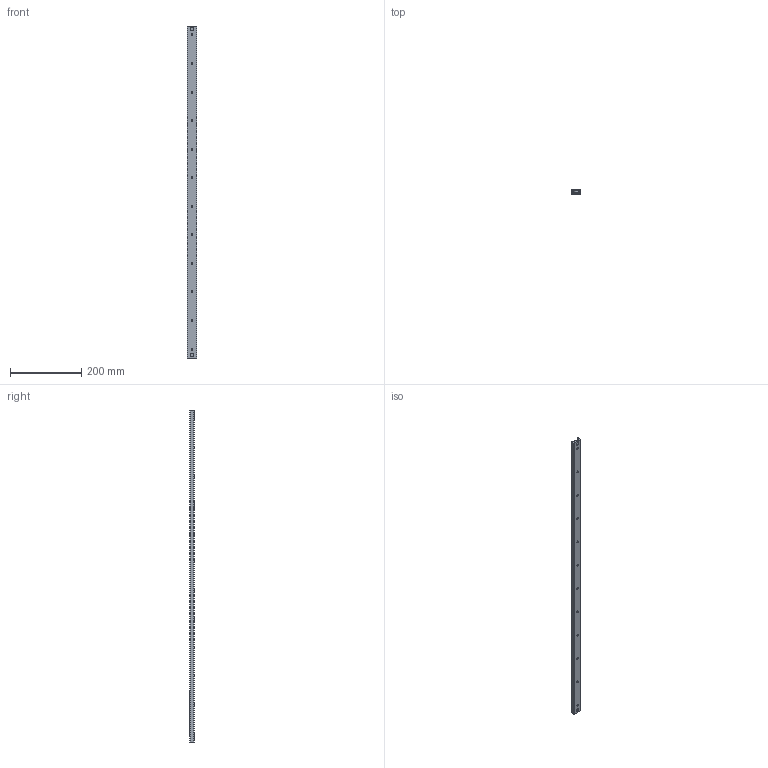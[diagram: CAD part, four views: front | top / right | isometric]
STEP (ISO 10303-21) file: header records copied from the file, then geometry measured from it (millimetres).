
FILE_DESCRIPTION((''),'2;1');
FILE_NAME('LCE 28H-0930-0130.stp','2011-02-28T11:09:28',('MKoza'),(''),'Autodesk Inventor 2009','Autodesk Inventor 2009','');
FILE_SCHEMA(('AUTOMOTIVE_DESIGN { 1 0 10303 214 1 1 1 1 }'));
Length unit declared in the file: millimetre
Products named in the file (5): LCE 28H; LCE 28H-0210; KF.LCE 28H; LLO 28H; + SC M10x0,75x3,2
Assembly tree (5 placements, depth 2):
  LCE 28H
    LCE 28H-0210
    KF.LCE 28H
    LLO 28H
    + SC M10x0,75x3,2  x2
Bounding box: 28 x 12.9 x 930 mm (x, y, z)
Volume: 180236.6 mm3; surface area: 128291 mm2
Topology: 6 solids, 6 shells, 155 faces, 409 edges, 268 vertices
Faces by surface type: plane 70, cylinder 39, bspline 36, torus 6, cone 4
Full cylindrical faces by diameter (mm): 10 x2, 12 x2
Entity records: 4977 total; most frequent: CARTESIAN_POINT 1403, DIRECTION 695, ORIENTED_EDGE 668, EDGE_CURVE 334, AXIS2_PLACEMENT_3D 253, VERTEX_POINT 245, EDGE_LOOP 229, VECTOR 189
